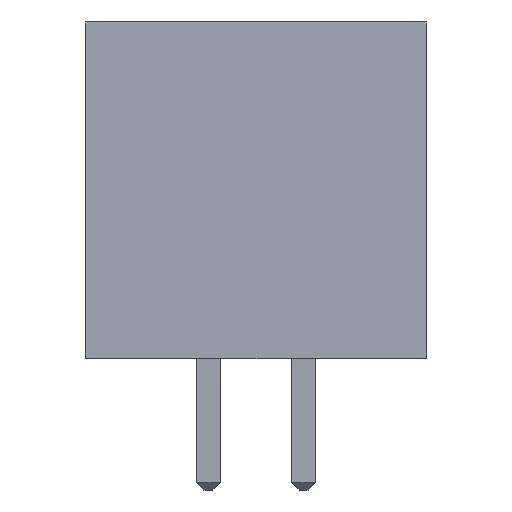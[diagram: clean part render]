
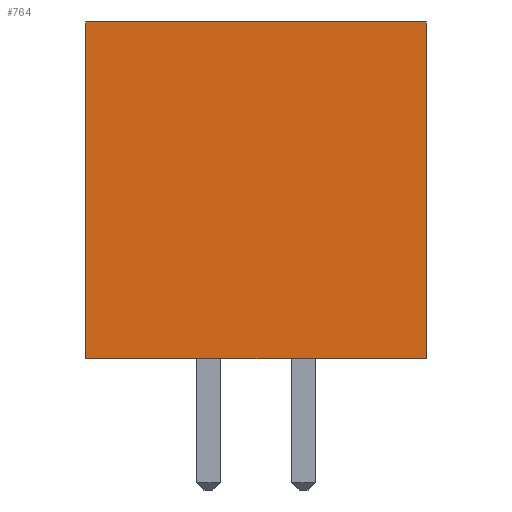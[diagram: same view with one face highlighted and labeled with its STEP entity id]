
A CAD part, left-side view. The second image highlights one B-rep face of the part: STEP entity #764.
In plain terms, the highlighted planar face has unit normal (-1, 0, 0).
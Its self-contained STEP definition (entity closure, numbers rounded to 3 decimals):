
#42 = DIRECTION ( 'NONE',  ( 1., 0., 0. ) ) ;
#55 = CARTESIAN_POINT ( 'NONE',  ( -8.93, -4.55, 9. ) ) ;
#114 = CARTESIAN_POINT ( 'NONE',  ( -8.93, 4.55, 9. ) ) ;
#130 = AXIS2_PLACEMENT_3D ( 'NONE', #258, #42, #479 ) ;
#148 = VERTEX_POINT ( 'NONE', #398 ) ;
#162 = ORIENTED_EDGE ( 'NONE', *, *, #216, .T. ) ;
#216 = EDGE_CURVE ( 'NONE', #455, #148, #779, .T. ) ;
#218 = ORIENTED_EDGE ( 'NONE', *, *, #395, .F. ) ;
#250 = CARTESIAN_POINT ( 'NONE',  ( -8.93, -4.55, 0. ) ) ;
#258 = CARTESIAN_POINT ( 'NONE',  ( -8.93, -4.55, 9. ) ) ;
#268 = DIRECTION ( 'NONE',  ( 0., 0., -1. ) ) ;
#279 = EDGE_CURVE ( 'NONE', #573, #498, #890, .T. ) ;
#291 = CARTESIAN_POINT ( 'NONE',  ( -8.93, -4.55, 9. ) ) ;
#320 = PLANE ( 'NONE',  #130 ) ;
#395 = EDGE_CURVE ( 'NONE', #455, #573, #581, .T. ) ;
#398 = CARTESIAN_POINT ( 'NONE',  ( -8.93, 4.55, 0. ) ) ;
#403 = VECTOR ( 'NONE', #721, 1000. ) ;
#455 = VERTEX_POINT ( 'NONE', #811 ) ;
#479 = DIRECTION ( 'NONE',  ( 0., 1., 0. ) ) ;
#498 = VERTEX_POINT ( 'NONE', #958 ) ;
#573 = VERTEX_POINT ( 'NONE', #601 ) ;
#581 = LINE ( 'NONE', #291, #880 ) ;
#601 = CARTESIAN_POINT ( 'NONE',  ( -8.93, -4.55, 9. ) ) ;
#614 = DIRECTION ( 'NONE',  ( 0., -1., 0. ) ) ;
#618 = LINE ( 'NONE', #250, #731 ) ;
#622 = VECTOR ( 'NONE', #268, 1000. ) ;
#684 = FACE_OUTER_BOUND ( 'NONE', #780, .T. ) ;
#721 = DIRECTION ( 'NONE',  ( 0., 0., -1. ) ) ;
#731 = VECTOR ( 'NONE', #614, 1000. ) ;
#733 = ORIENTED_EDGE ( 'NONE', *, *, #827, .T. ) ;
#764 = ADVANCED_FACE ( 'NONE', ( #684 ), #320, .F. ) ;
#779 = LINE ( 'NONE', #114, #622 ) ;
#780 = EDGE_LOOP ( 'NONE', ( #733, #808, #218, #162 ) ) ;
#808 = ORIENTED_EDGE ( 'NONE', *, *, #279, .F. ) ;
#811 = CARTESIAN_POINT ( 'NONE',  ( -8.93, 4.55, 9. ) ) ;
#827 = EDGE_CURVE ( 'NONE', #148, #498, #618, .T. ) ;
#880 = VECTOR ( 'NONE', #948, 1000. ) ;
#890 = LINE ( 'NONE', #55, #403 ) ;
#948 = DIRECTION ( 'NONE',  ( 0., -1., 0. ) ) ;
#958 = CARTESIAN_POINT ( 'NONE',  ( -8.93, -4.55, 0. ) ) ;
